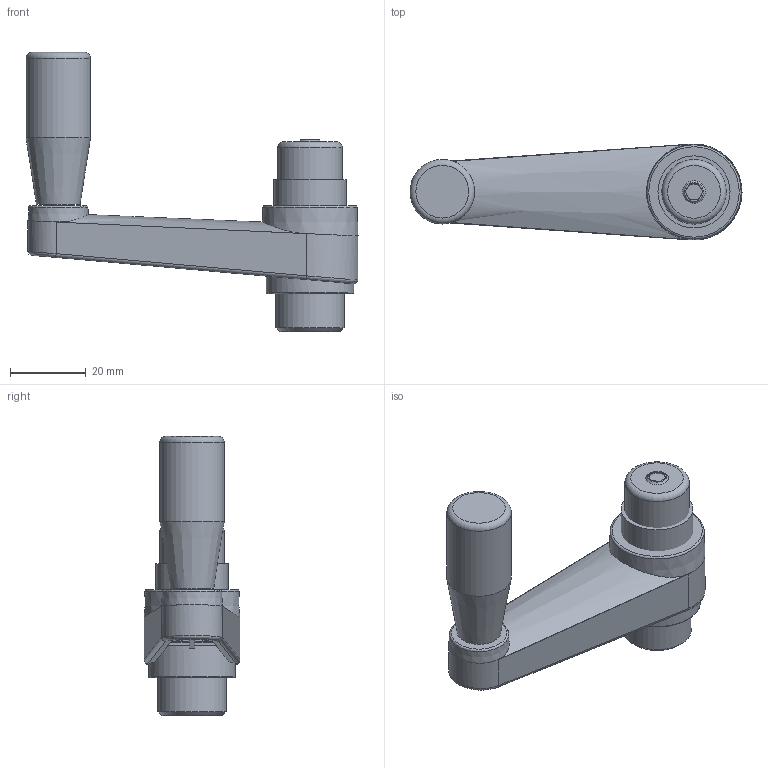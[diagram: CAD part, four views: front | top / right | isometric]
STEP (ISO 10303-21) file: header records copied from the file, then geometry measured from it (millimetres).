
FILE_DESCRIPTION( ( 'Unknown' ), '1' );
FILE_NAME( '6335010_MV65-M.stp', 'Unknown', ( 'Unknown' ), ( 'Unknown' ), 'XStep 1.0', 'Unknown', ' ' );
FILE_SCHEMA( ( 'CONFIG_CONTROL_DESIGN' ) );
Length unit declared in the file: millimetre
Products named in the file (7): Assem1; 8700245; 1801102; 1831119; 1833052; 1831033; 8900098
Bounding box: 87.5 x 25.3 x 73.58 mm (x, y, z)
Volume: 58218 mm3; surface area: 35425.7 mm2
Topology: 12 solids, 12 shells, 322 faces, 752 edges, 472 vertices
Faces by surface type: plane 212, cylinder 58, cone 32, bspline 10, torus 10
Full cylindrical faces by diameter (mm): 4 x2, 4.8 x2, 5 x4, 5.1 x2, 6 x4, 8 x8, 16.5 x2, 17 x2, 18 x2, 19 x4, 20 x4, 22.947 x2
Entity records: 4907 total; most frequent: CARTESIAN_POINT 1062, DIRECTION 745, ORIENTED_EDGE 662, EDGE_CURVE 331, AXIS2_PLACEMENT_3D 265, VERTEX_POINT 228, LINE 215, VECTOR 215
